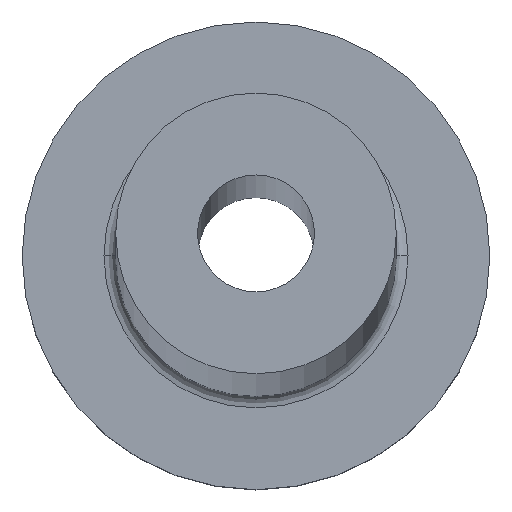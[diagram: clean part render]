
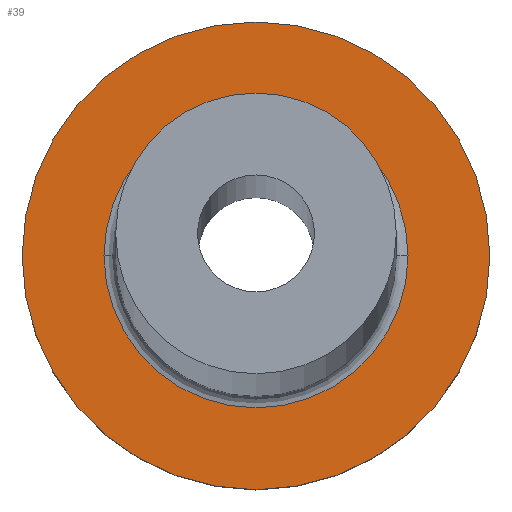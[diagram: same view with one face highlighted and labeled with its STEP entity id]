
A CAD part, top view. The second image highlights one B-rep face of the part: STEP entity #39.
In plain terms, the highlighted planar face has unit normal (0, 0, 1).
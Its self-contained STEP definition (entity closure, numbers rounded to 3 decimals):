
#5 = DIRECTION ( 'NONE',  ( 0., 0., -1. ) ) ;
#19 = ORIENTED_EDGE ( 'NONE', *, *, #317, .T. ) ;
#32 = EDGE_CURVE ( 'NONE', #310, #77, #90, .T. ) ;
#39 = ADVANCED_FACE ( 'NONE', ( #178, #121 ), #56, .T. ) ;
#43 = AXIS2_PLACEMENT_3D ( 'NONE', #98, #95, #101 ) ;
#56 = PLANE ( 'NONE',  #148 ) ;
#77 = VERTEX_POINT ( 'NONE', #372 ) ;
#90 = CIRCLE ( 'NONE', #246, 6.5 ) ;
#95 = DIRECTION ( 'NONE',  ( 0., 0., 1. ) ) ;
#98 = CARTESIAN_POINT ( 'NONE',  ( 0., 0., 7. ) ) ;
#101 = DIRECTION ( 'NONE',  ( 1., 0., 0. ) ) ;
#103 = CIRCLE ( 'NONE', #343, 10. ) ;
#111 = ORIENTED_EDGE ( 'NONE', *, *, #32, .T. ) ;
#118 = CARTESIAN_POINT ( 'NONE',  ( 0., 0., 7. ) ) ;
#119 = CIRCLE ( 'NONE', #43, 10. ) ;
#121 = FACE_OUTER_BOUND ( 'NONE', #224, .T. ) ;
#133 = CARTESIAN_POINT ( 'NONE',  ( 0., 0., 7. ) ) ;
#146 = DIRECTION ( 'NONE',  ( 1., 0., 0. ) ) ;
#148 = AXIS2_PLACEMENT_3D ( 'NONE', #118, #228, #315 ) ;
#154 = ORIENTED_EDGE ( 'NONE', *, *, #272, .T. ) ;
#178 = FACE_BOUND ( 'NONE', #191, .T. ) ;
#179 = DIRECTION ( 'NONE',  ( 1., 0., 0. ) ) ;
#184 = CARTESIAN_POINT ( 'NONE',  ( 0., 0., 7. ) ) ;
#186 = CIRCLE ( 'NONE', #336, 6.5 ) ;
#191 = EDGE_LOOP ( 'NONE', ( #111, #154 ) ) ;
#195 = ORIENTED_EDGE ( 'NONE', *, *, #268, .T. ) ;
#203 = DIRECTION ( 'NONE',  ( 0., 0., -1. ) ) ;
#205 = CARTESIAN_POINT ( 'NONE',  ( 0., 0., 7. ) ) ;
#211 = VERTEX_POINT ( 'NONE', #352 ) ;
#219 = VERTEX_POINT ( 'NONE', #274 ) ;
#224 = EDGE_LOOP ( 'NONE', ( #19, #195 ) ) ;
#228 = DIRECTION ( 'NONE',  ( 0., 0., 1. ) ) ;
#236 = DIRECTION ( 'NONE',  ( 1., 0., 0. ) ) ;
#246 = AXIS2_PLACEMENT_3D ( 'NONE', #205, #203, #146 ) ;
#268 = EDGE_CURVE ( 'NONE', #211, #219, #103, .T. ) ;
#272 = EDGE_CURVE ( 'NONE', #77, #310, #186, .T. ) ;
#274 = CARTESIAN_POINT ( 'NONE',  ( -10., 0., 7. ) ) ;
#276 = DIRECTION ( 'NONE',  ( 0., 0., 1. ) ) ;
#310 = VERTEX_POINT ( 'NONE', #359 ) ;
#315 = DIRECTION ( 'NONE',  ( 1., 0., 0. ) ) ;
#317 = EDGE_CURVE ( 'NONE', #219, #211, #119, .T. ) ;
#336 = AXIS2_PLACEMENT_3D ( 'NONE', #133, #5, #236 ) ;
#343 = AXIS2_PLACEMENT_3D ( 'NONE', #184, #276, #179 ) ;
#352 = CARTESIAN_POINT ( 'NONE',  ( 10., 0., 7. ) ) ;
#359 = CARTESIAN_POINT ( 'NONE',  ( 6.5, 0., 7. ) ) ;
#372 = CARTESIAN_POINT ( 'NONE',  ( -6.5, 0., 7. ) ) ;
